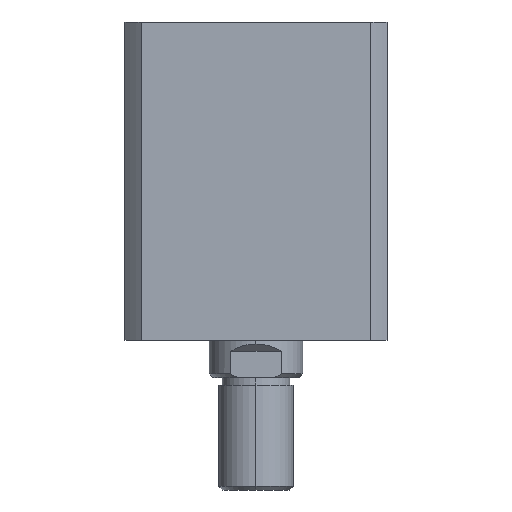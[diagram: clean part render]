
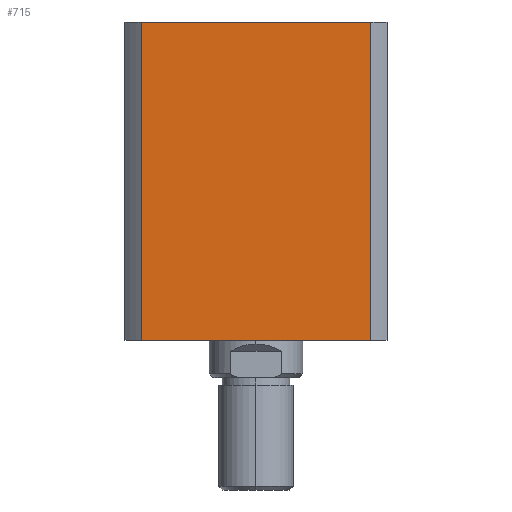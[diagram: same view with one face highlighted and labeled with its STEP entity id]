
A CAD part, left-side view. The second image highlights one B-rep face of the part: STEP entity #715.
In plain terms, the highlighted planar face has unit normal (-1, 0, 0).
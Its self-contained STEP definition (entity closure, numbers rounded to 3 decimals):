
#13 = EDGE_LOOP ( 'NONE', ( #2864, #2863, #2862, #2861 ) ) ;
#161 = CARTESIAN_POINT ( 'NONE',  ( -35., 0., 85. ) ) ;
#164 = PLANE ( 'NONE',  #3696 ) ;
#167 = DIRECTION ( 'NONE',  ( 1., 0., 0. ) ) ;
#168 = DIRECTION ( 'NONE',  ( 0., 0., -1. ) ) ;
#715 = ADVANCED_FACE ( 'NONE', ( #3367 ), #164, .F. ) ;
#1661 = LINE ( 'NONE', #2293, #1663 ) ;
#1662 = LINE ( 'NONE', #2302, #1670 ) ;
#1663 = VECTOR ( 'NONE', #2287, 1000. ) ;
#1664 = LINE ( 'NONE', #2300, #1666 ) ;
#1665 = LINE ( 'NONE', #2306, #1668 ) ;
#1666 = VECTOR ( 'NONE', #2296, 1000. ) ;
#1668 = VECTOR ( 'NONE', #2308, 1000. ) ;
#1670 = VECTOR ( 'NONE', #2309, 1000. ) ;
#1810 = CARTESIAN_POINT ( 'NONE',  ( -35., -30.615, 85. ) ) ;
#1812 = CARTESIAN_POINT ( 'NONE',  ( -35., 30.615, 85. ) ) ;
#1817 = CARTESIAN_POINT ( 'NONE',  ( -35., -30.615, 0. ) ) ;
#1819 = CARTESIAN_POINT ( 'NONE',  ( -35., 30.615, 0. ) ) ;
#2287 = DIRECTION ( 'NONE',  ( 0., 0., -1. ) ) ;
#2293 = CARTESIAN_POINT ( 'NONE',  ( -35., 30.615, 85. ) ) ;
#2296 = DIRECTION ( 'NONE',  ( 0., -1., 0. ) ) ;
#2300 = CARTESIAN_POINT ( 'NONE',  ( -35., 0., 0. ) ) ;
#2302 = CARTESIAN_POINT ( 'NONE',  ( -35., 0., 85. ) ) ;
#2306 = CARTESIAN_POINT ( 'NONE',  ( -35., -30.615, 85. ) ) ;
#2308 = DIRECTION ( 'NONE',  ( 0., 0., -1. ) ) ;
#2309 = DIRECTION ( 'NONE',  ( 0., -1., 0. ) ) ;
#2861 = ORIENTED_EDGE ( 'NONE', *, *, #3598, .T. ) ;
#2862 = ORIENTED_EDGE ( 'NONE', *, *, #3602, .F. ) ;
#2863 = ORIENTED_EDGE ( 'NONE', *, *, #3601, .F. ) ;
#2864 = ORIENTED_EDGE ( 'NONE', *, *, #3600, .T. ) ;
#3334 = VERTEX_POINT ( 'NONE', #1810 ) ;
#3336 = VERTEX_POINT ( 'NONE', #1812 ) ;
#3341 = VERTEX_POINT ( 'NONE', #1817 ) ;
#3343 = VERTEX_POINT ( 'NONE', #1819 ) ;
#3367 = FACE_OUTER_BOUND ( 'NONE', #13, .T. ) ;
#3598 = EDGE_CURVE ( 'NONE', #3336, #3343, #1661, .T. ) ;
#3600 = EDGE_CURVE ( 'NONE', #3343, #3341, #1664, .T. ) ;
#3601 = EDGE_CURVE ( 'NONE', #3334, #3341, #1665, .T. ) ;
#3602 = EDGE_CURVE ( 'NONE', #3336, #3334, #1662, .T. ) ;
#3696 = AXIS2_PLACEMENT_3D ( 'NONE', #161, #167, #168 ) ;
